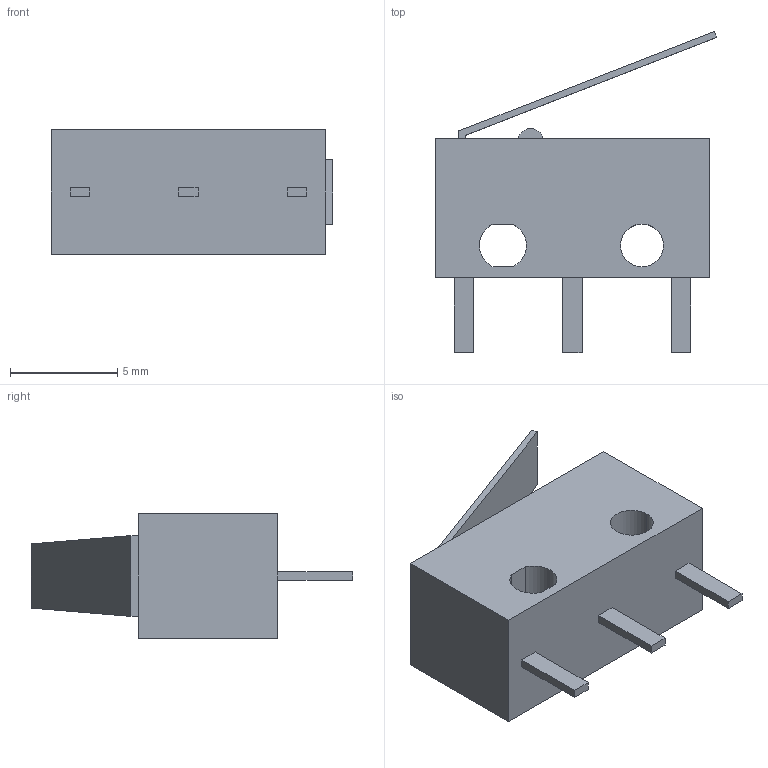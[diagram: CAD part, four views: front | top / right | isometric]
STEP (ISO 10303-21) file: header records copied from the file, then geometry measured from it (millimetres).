
FILE_DESCRIPTION (( 'STEP AP203' ), '1' );
FILE_NAME ('D2F_01FL.step', '2013-07-18T11:07:58', ( 'OSMC1.0 TAKUMI' ), ( 'TAKUMI-Engniaring' ), 'SwSTEP 2.0', 'SolidWorks 2002025', '' );
FILE_SCHEMA (( 'CONFIG_CONTROL_DESIGN' ));
Length unit declared in the file: millimetre
Products named in the file (3): D2F_01FL; D2F_01FL_BASE; D2F_01FL_ACTUATOR
Assembly tree (2 placements, depth 2):
  D2F_01FL
    D2F_01FL_ACTUATOR
    D2F_01FL_BASE
Bounding box: 13.13 x 15 x 5.8 mm (x, y, z)
Volume: 461.1 mm3; surface area: 579.7 mm2
Topology: 2 solids, 2 shells, 39 faces, 93 edges, 62 vertices
Faces by surface type: plane 33, cylinder 6
Entity records: 1432 total; most frequent: CARTESIAN_POINT 199, DIRECTION 193, ORIENTED_EDGE 186, EDGE_CURVE 93, LINE 81, VECTOR 81, VERTEX_POINT 62, AXIS2_PLACEMENT_3D 56
